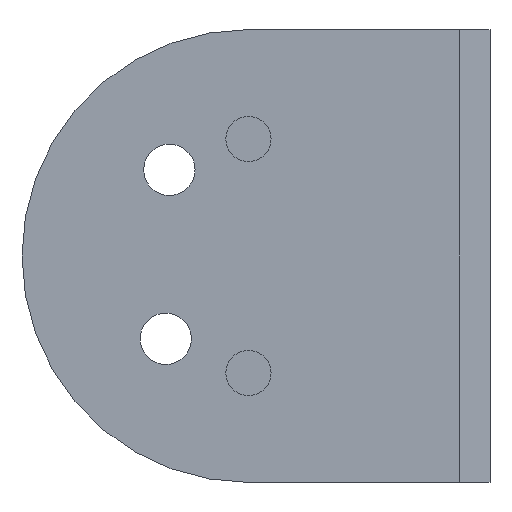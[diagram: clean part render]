
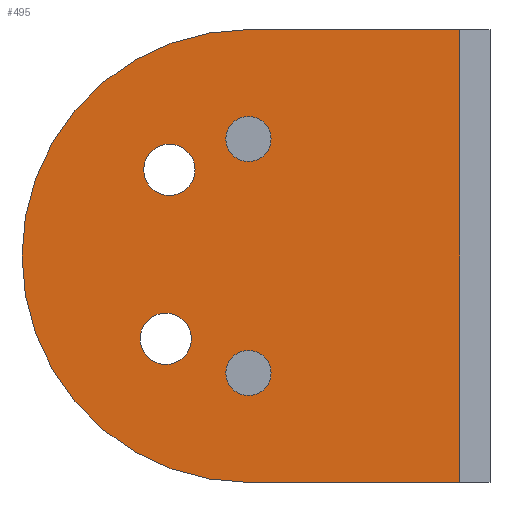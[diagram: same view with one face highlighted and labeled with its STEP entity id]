
A CAD part, front view. The second image highlights one B-rep face of the part: STEP entity #495.
In plain terms, the highlighted planar face has unit normal (0, -1, 0).
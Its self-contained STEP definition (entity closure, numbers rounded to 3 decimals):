
#36=FACE_BOUND('',#136,.T.);
#37=FACE_BOUND('',#137,.T.);
#38=FACE_BOUND('',#138,.T.);
#39=FACE_BOUND('',#139,.T.);
#52=CIRCLE('',#536,1.5);
#53=CIRCLE('',#537,1.5);
#56=CIRCLE('',#542,1.5);
#57=CIRCLE('',#543,1.5);
#71=CIRCLE('',#567,15.);
#74=CIRCLE('',#572,1.7);
#77=CIRCLE('',#577,1.7);
#102=FACE_OUTER_BOUND('',#135,.T.);
#135=EDGE_LOOP('',(#449,#450,#451,#452));
#136=EDGE_LOOP('',(#453,#454));
#137=EDGE_LOOP('',(#455,#456));
#138=EDGE_LOOP('',(#457));
#139=EDGE_LOOP('',(#458));
#143=LINE('',#747,#174);
#149=LINE('',#759,#180);
#165=LINE('',#858,#196);
#174=VECTOR('',#586,10.);
#180=VECTOR('',#594,10.);
#196=VECTOR('',#706,10.);
#202=VERTEX_POINT('',#740);
#205=VERTEX_POINT('',#745);
#210=VERTEX_POINT('',#757);
#226=VERTEX_POINT('',#801);
#227=VERTEX_POINT('',#803);
#230=VERTEX_POINT('',#812);
#231=VERTEX_POINT('',#814);
#245=VERTEX_POINT('',#857);
#248=VERTEX_POINT('',#869);
#251=VERTEX_POINT('',#879);
#255=EDGE_CURVE('',#205,#202,#143,.T.);
#261=EDGE_CURVE('',#210,#205,#149,.T.);
#283=EDGE_CURVE('',#227,#226,#52,.T.);
#284=EDGE_CURVE('',#226,#227,#53,.T.);
#288=EDGE_CURVE('',#231,#230,#56,.T.);
#289=EDGE_CURVE('',#230,#231,#57,.T.);
#308=EDGE_CURVE('',#202,#245,#165,.T.);
#310=EDGE_CURVE('',#245,#210,#71,.T.);
#315=EDGE_CURVE('',#248,#248,#74,.T.);
#320=EDGE_CURVE('',#251,#251,#77,.T.);
#449=ORIENTED_EDGE('',*,*,#255,.F.);
#450=ORIENTED_EDGE('',*,*,#261,.F.);
#451=ORIENTED_EDGE('',*,*,#310,.F.);
#452=ORIENTED_EDGE('',*,*,#308,.F.);
#453=ORIENTED_EDGE('',*,*,#283,.T.);
#454=ORIENTED_EDGE('',*,*,#284,.T.);
#455=ORIENTED_EDGE('',*,*,#288,.T.);
#456=ORIENTED_EDGE('',*,*,#289,.T.);
#457=ORIENTED_EDGE('',*,*,#315,.T.);
#458=ORIENTED_EDGE('',*,*,#320,.T.);
#470=PLANE('',#578);
#495=ADVANCED_FACE('',(#102,#36,#37,#38,#39),#470,.F.);
#536=AXIS2_PLACEMENT_3D('',#804,#640,#641);
#537=AXIS2_PLACEMENT_3D('',#805,#642,#643);
#542=AXIS2_PLACEMENT_3D('',#815,#653,#654);
#543=AXIS2_PLACEMENT_3D('',#816,#655,#656);
#567=AXIS2_PLACEMENT_3D('',#861,#710,#711);
#572=AXIS2_PLACEMENT_3D('',#871,#722,#723);
#577=AXIS2_PLACEMENT_3D('',#881,#734,#735);
#578=AXIS2_PLACEMENT_3D('',#882,#736,#737);
#586=DIRECTION('',(0.,0.,-1.));
#594=DIRECTION('',(1.,0.,0.));
#640=DIRECTION('center_axis',(0.,1.,0.));
#641=DIRECTION('ref_axis',(1.,0.,0.));
#642=DIRECTION('center_axis',(0.,1.,0.));
#643=DIRECTION('ref_axis',(1.,0.,0.));
#653=DIRECTION('center_axis',(0.,1.,0.));
#654=DIRECTION('ref_axis',(1.,0.,0.));
#655=DIRECTION('center_axis',(0.,1.,0.));
#656=DIRECTION('ref_axis',(1.,0.,0.));
#706=DIRECTION('',(-1.,0.,0.));
#710=DIRECTION('center_axis',(0.,1.,0.));
#711=DIRECTION('ref_axis',(-1.,0.,0.));
#722=DIRECTION('center_axis',(0.,1.,0.));
#723=DIRECTION('ref_axis',(1.,0.,0.));
#734=DIRECTION('center_axis',(0.,1.,0.));
#735=DIRECTION('ref_axis',(1.,0.,0.));
#736=DIRECTION('center_axis',(0.,1.,0.));
#737=DIRECTION('ref_axis',(0.,0.,1.));
#740=CARTESIAN_POINT('',(14.,0.,-15.));
#745=CARTESIAN_POINT('',(14.,0.,15.));
#747=CARTESIAN_POINT('',(14.,0.,7.5));
#757=CARTESIAN_POINT('',(0.,0.,15.));
#759=CARTESIAN_POINT('',(0.,0.,15.));
#801=CARTESIAN_POINT('',(-1.5,0.,7.75));
#803=CARTESIAN_POINT('',(1.5,0.,7.75));
#804=CARTESIAN_POINT('Origin',(0.,0.,7.75));
#805=CARTESIAN_POINT('Origin',(0.,0.,7.75));
#812=CARTESIAN_POINT('',(-1.5,0.,-7.75));
#814=CARTESIAN_POINT('',(1.5,0.,-7.75));
#815=CARTESIAN_POINT('Origin',(0.,0.,-7.75));
#816=CARTESIAN_POINT('Origin',(0.,0.,-7.75));
#857=CARTESIAN_POINT('',(0.,0.,-15.));
#858=CARTESIAN_POINT('',(16.,0.,-15.));
#861=CARTESIAN_POINT('Origin',(0.,0.,0.));
#869=CARTESIAN_POINT('',(-7.18,0.,-5.48));
#871=CARTESIAN_POINT('Origin',(-5.48,0.,-5.48));
#879=CARTESIAN_POINT('',(-6.938,0.,5.712));
#881=CARTESIAN_POINT('Origin',(-5.238,0.,5.712));
#882=CARTESIAN_POINT('Origin',(0.,0.,0.));
